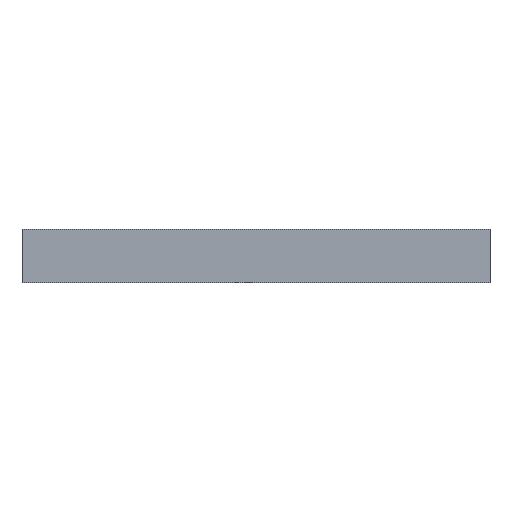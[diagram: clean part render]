
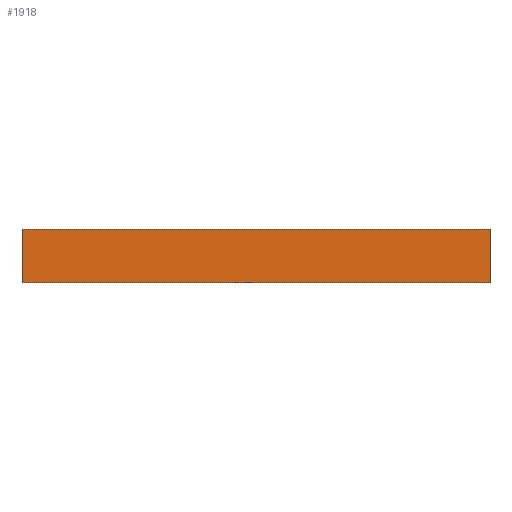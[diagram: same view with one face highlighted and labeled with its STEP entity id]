
A CAD part, front view. The second image highlights one B-rep face of the part: STEP entity #1918.
In plain terms, the highlighted planar face has unit normal (0, -1, 0).
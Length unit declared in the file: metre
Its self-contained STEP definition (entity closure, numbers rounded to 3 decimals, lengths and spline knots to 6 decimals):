
#75=PLANE('',#2546);
#558=ORIENTED_EDGE('',*,*,#700,.T.);
#559=ORIENTED_EDGE('',*,*,#861,.F.);
#560=ORIENTED_EDGE('',*,*,#862,.F.);
#561=ORIENTED_EDGE('',*,*,#863,.T.);
#700=EDGE_CURVE('',#952,#951,#1113,.T.);
#861=EDGE_CURVE('',#1042,#951,#1259,.T.);
#862=EDGE_CURVE('',#1043,#1042,#1260,.T.);
#863=EDGE_CURVE('',#1043,#952,#1261,.T.);
#951=VERTEX_POINT('',#3196);
#952=VERTEX_POINT('',#3198);
#1042=VERTEX_POINT('',#3518);
#1043=VERTEX_POINT('',#3520);
#1113=LINE('',#3197,#1331);
#1259=LINE('',#3517,#1477);
#1260=LINE('',#3519,#1478);
#1261=LINE('',#3521,#1479);
#1331=VECTOR('',#2664,1.);
#1477=VECTOR('',#2978,1.);
#1478=VECTOR('',#2979,1.);
#1479=VECTOR('',#2980,1.);
#1589=EDGE_LOOP('',(#558,#559,#560,#561));
#1718=FACE_BOUND('',#1589,.T.);
#1918=ADVANCED_FACE('Face appearance 2',(#1718),#75,.F.);
#2546=AXIS2_PLACEMENT_3D('',#3516,#2976,#2977);
#2664=DIRECTION('',(-1.,0.,0.));
#2976=DIRECTION('',(0.,1.,0.));
#2977=DIRECTION('',(1.,0.,0.));
#2978=DIRECTION('',(0.,0.,1.));
#2979=DIRECTION('',(-1.,0.,0.));
#2980=DIRECTION('',(0.,0.,1.));
#3196=CARTESIAN_POINT('',(-0.0577,-0.0381,0.00806));
#3197=CARTESIAN_POINT('',(-0.00075,-0.0381,0.00806));
#3198=CARTESIAN_POINT('',(0.0562,-0.0381,0.00806));
#3516=CARTESIAN_POINT('',(-0.00075,-0.0381,-0.00494));
#3517=CARTESIAN_POINT('',(-0.0577,-0.0381,-0.00494));
#3518=CARTESIAN_POINT('',(-0.0577,-0.0381,-0.00494));
#3519=CARTESIAN_POINT('',(-0.00075,-0.0381,-0.00494));
#3520=CARTESIAN_POINT('',(0.0562,-0.0381,-0.00494));
#3521=CARTESIAN_POINT('',(0.0562,-0.0381,-0.00494));
